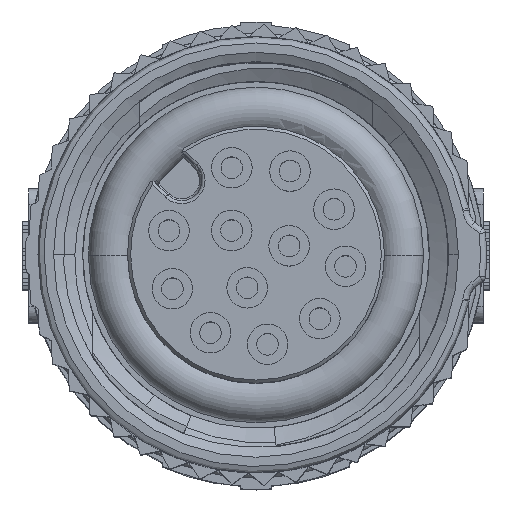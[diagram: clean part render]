
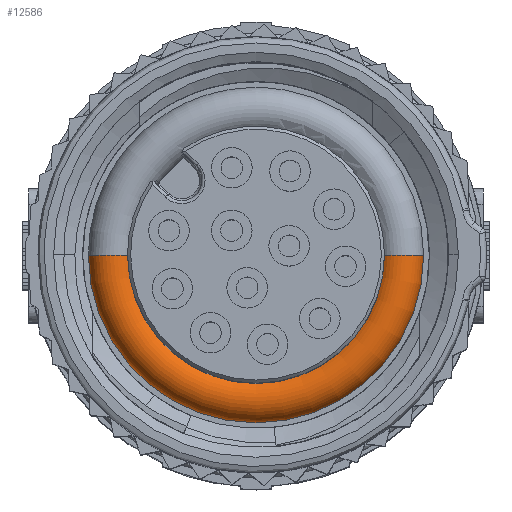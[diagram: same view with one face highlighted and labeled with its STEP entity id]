
A CAD part, top view. The second image highlights one B-rep face of the part: STEP entity #12586.
In plain terms, the highlighted toroidal (fillet/blend) face has major radius 4.633 mm and minor radius 0.75 mm.
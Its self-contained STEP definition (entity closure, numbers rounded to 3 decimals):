
#277=CARTESIAN_POINT('',(-4.633,0.,0.681));
#278=DIRECTION('',(0.,-1.,0.));
#279=DIRECTION('',(0.677,0.,0.736));
#280=AXIS2_PLACEMENT_3D('',#277,#278,#279);
#282=CARTESIAN_POINT('',(-4.633,0.,0.681));
#283=DIRECTION('',(0.,-1.,0.));
#284=DIRECTION('',(-1.,0.,0.));
#285=AXIS2_PLACEMENT_3D('',#282,#283,#284);
#287=CARTESIAN_POINT('',(4.633,0.,0.681));
#288=DIRECTION('',(0.,-1.,0.));
#289=DIRECTION('',(0.632,0.,-0.775));
#290=AXIS2_PLACEMENT_3D('',#287,#288,#289);
#292=CARTESIAN_POINT('',(4.633,0.,0.681));
#293=DIRECTION('',(0.,-1.,0.));
#294=DIRECTION('',(1.,0.,0.));
#295=AXIS2_PLACEMENT_3D('',#292,#293,#294);
#423=CARTESIAN_POINT('',(0.,0.,1.233));
#424=DIRECTION('',(0.,0.,1.));
#425=DIRECTION('',(-1.,0.,0.));
#426=AXIS2_PLACEMENT_3D('',#423,#424,#425);
#443=CARTESIAN_POINT('',(0.,0.,0.1));
#444=DIRECTION('',(0.,0.,1.));
#445=DIRECTION('',(-1.,0.,0.));
#446=AXIS2_PLACEMENT_3D('',#443,#444,#445);
#9941=CARTESIAN_POINT('',(-4.125,0.,1.233));
#9942=VERTEX_POINT('',#9941);
#9943=CARTESIAN_POINT('',(-5.383,0.,0.681));
#9944=CARTESIAN_POINT('',(-5.107,0.,0.1));
#9945=VERTEX_POINT('',#9943);
#9946=VERTEX_POINT('',#9944);
#9947=CARTESIAN_POINT('',(5.107,0.,0.1));
#9948=VERTEX_POINT('',#9947);
#9949=CARTESIAN_POINT('',(5.383,0.,0.681));
#9950=CARTESIAN_POINT('',(4.125,0.,1.233));
#9951=VERTEX_POINT('',#9949);
#9952=VERTEX_POINT('',#9950);
#12572=CARTESIAN_POINT('',(0.,0.,0.681));
#12573=DIRECTION('',(0.,0.,-1.));
#12574=DIRECTION('',(1.,0.,0.));
#12575=AXIS2_PLACEMENT_3D('',#12572,#12573,#12574);
#12576=TOROIDAL_SURFACE('',#12575,4.633,0.75);
#12578=ORIENTED_EDGE('',*,*,#12577,.F.);
#12579=ORIENTED_EDGE('',*,*,#12422,.F.);
#12580=ORIENTED_EDGE('',*,*,#12420,.F.);
#12581=ORIENTED_EDGE('',*,*,#12567,.T.);
#12582=ORIENTED_EDGE('',*,*,#12428,.F.);
#12583=ORIENTED_EDGE('',*,*,#12426,.F.);
#12584=EDGE_LOOP('',(#12578,#12579,#12580,#12581,#12582,#12583));
#12585=FACE_OUTER_BOUND('',#12584,.F.);
#281=CIRCLE('',#280,0.75);
#286=CIRCLE('',#285,0.75);
#291=CIRCLE('',#290,0.75);
#296=CIRCLE('',#295,0.75);
#427=CIRCLE('',#426,4.125);
#447=CIRCLE('',#446,5.107);
#12420=EDGE_CURVE('',#9942,#9945,#281,.T.);
#12422=EDGE_CURVE('',#9945,#9946,#286,.T.);
#12426=EDGE_CURVE('',#9948,#9951,#291,.T.);
#12428=EDGE_CURVE('',#9951,#9952,#296,.T.);
#12567=EDGE_CURVE('',#9942,#9952,#427,.T.);
#12577=EDGE_CURVE('',#9946,#9948,#447,.T.);
#12586=ADVANCED_FACE('',(#12585),#12576,.T.);
